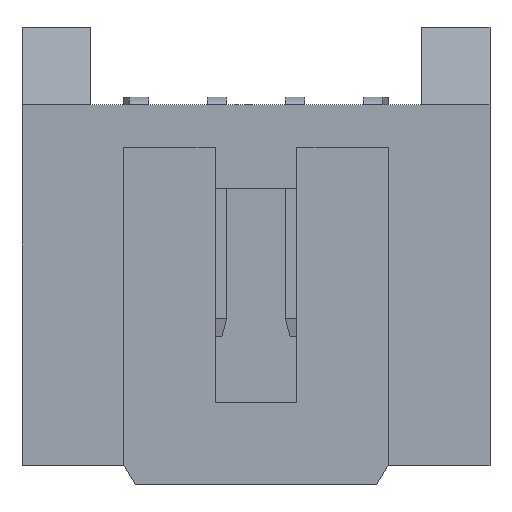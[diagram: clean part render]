
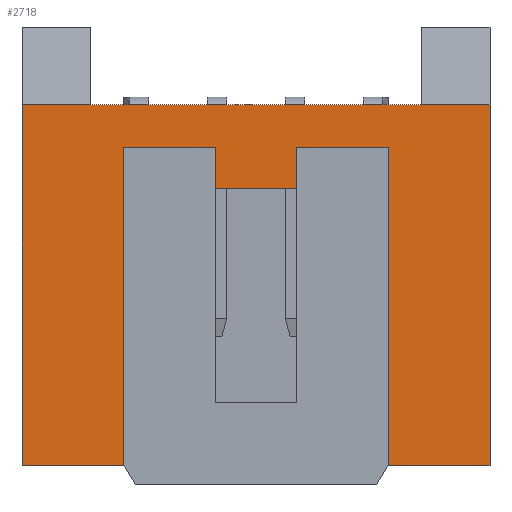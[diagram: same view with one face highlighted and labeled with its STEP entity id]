
A CAD part, top view. The second image highlights one B-rep face of the part: STEP entity #2718.
In plain terms, the highlighted planar face has unit normal (0, 0, 1).
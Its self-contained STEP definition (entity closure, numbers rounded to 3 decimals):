
#88=LINE('',#3849,#465);
#97=LINE('',#3865,#474);
#163=LINE('',#3994,#540);
#166=LINE('',#4001,#543);
#168=LINE('',#4005,#545);
#171=LINE('',#4011,#548);
#172=LINE('',#4012,#549);
#173=LINE('',#4014,#550);
#174=LINE('',#4016,#551);
#175=LINE('',#4018,#552);
#176=LINE('',#4019,#553);
#177=LINE('',#4020,#554);
#465=VECTOR('',#3102,1.);
#474=VECTOR('',#3113,1.);
#540=VECTOR('',#3231,1.);
#543=VECTOR('',#3236,1.);
#545=VECTOR('',#3240,1.);
#548=VECTOR('',#3245,1.);
#549=VECTOR('',#3246,1.);
#550=VECTOR('',#3247,1.);
#551=VECTOR('',#3248,1.);
#552=VECTOR('',#3249,1.);
#553=VECTOR('',#3250,1.);
#554=VECTOR('',#3251,1.);
#830=FACE_OUTER_BOUND('',#983,.T.);
#983=EDGE_LOOP('',(#1978,#1979,#1980,#1981,#1982,#1983,#1984,#1985,#1986,
#1987,#1988,#1989));
#1158=VERTEX_POINT('',#3846);
#1159=VERTEX_POINT('',#3848);
#1163=VERTEX_POINT('',#3857);
#1165=VERTEX_POINT('',#3863);
#1202=VERTEX_POINT('',#3992);
#1204=VERTEX_POINT('',#3998);
#1205=VERTEX_POINT('',#4000);
#1206=VERTEX_POINT('',#4004);
#1208=VERTEX_POINT('',#4010);
#1209=VERTEX_POINT('',#4013);
#1210=VERTEX_POINT('',#4015);
#1211=VERTEX_POINT('',#4017);
#1414=EDGE_CURVE('',#1158,#1159,#88,.T.);
#1423=EDGE_CURVE('',#1165,#1163,#97,.T.);
#1489=EDGE_CURVE('',#1202,#1165,#163,.T.);
#1492=EDGE_CURVE('',#1205,#1204,#166,.T.);
#1494=EDGE_CURVE('',#1206,#1204,#168,.T.);
#1497=EDGE_CURVE('',#1202,#1208,#171,.T.);
#1498=EDGE_CURVE('',#1208,#1159,#172,.T.);
#1499=EDGE_CURVE('',#1158,#1209,#173,.T.);
#1500=EDGE_CURVE('',#1210,#1209,#174,.T.);
#1501=EDGE_CURVE('',#1210,#1211,#175,.T.);
#1502=EDGE_CURVE('',#1211,#1205,#176,.T.);
#1503=EDGE_CURVE('',#1163,#1206,#177,.T.);
#1978=ORIENTED_EDGE('',*,*,#1489,.F.);
#1979=ORIENTED_EDGE('',*,*,#1497,.T.);
#1980=ORIENTED_EDGE('',*,*,#1498,.T.);
#1981=ORIENTED_EDGE('',*,*,#1414,.F.);
#1982=ORIENTED_EDGE('',*,*,#1499,.T.);
#1983=ORIENTED_EDGE('',*,*,#1500,.F.);
#1984=ORIENTED_EDGE('',*,*,#1501,.T.);
#1985=ORIENTED_EDGE('',*,*,#1502,.T.);
#1986=ORIENTED_EDGE('',*,*,#1492,.T.);
#1987=ORIENTED_EDGE('',*,*,#1494,.F.);
#1988=ORIENTED_EDGE('',*,*,#1503,.F.);
#1989=ORIENTED_EDGE('',*,*,#1423,.F.);
#2573=PLANE('',#2891);
#2718=ADVANCED_FACE('',(#830),#2573,.F.);
#2891=AXIS2_PLACEMENT_3D('',#4009,#3243,#3244);
#3102=DIRECTION('',(-1.,0.,0.));
#3113=DIRECTION('',(-1.,0.,0.));
#3231=DIRECTION('',(0.,-1.,0.));
#3236=DIRECTION('',(0.,1.,0.));
#3240=DIRECTION('',(-1.,0.,0.));
#3243=DIRECTION('center_axis',(0.,0.,-1.));
#3244=DIRECTION('ref_axis',(-1.,0.,0.));
#3245=DIRECTION('',(-1.,0.,0.));
#3246=DIRECTION('',(0.,-1.,0.));
#3247=DIRECTION('',(0.,1.,0.));
#3248=DIRECTION('',(-1.,0.,0.));
#3249=DIRECTION('',(0.,-1.,0.));
#3250=DIRECTION('',(1.,0.,0.));
#3251=DIRECTION('',(0.,1.,0.));
#3846=CARTESIAN_POINT('',(-3.39,0.,5.8));
#3848=CARTESIAN_POINT('',(-6.,0.,5.8));
#3849=CARTESIAN_POINT('',(6.,0.,5.8));
#3857=CARTESIAN_POINT('',(3.39,0.,5.8));
#3863=CARTESIAN_POINT('',(6.,0.,5.8));
#3865=CARTESIAN_POINT('',(6.,0.,5.8));
#3992=CARTESIAN_POINT('',(6.,9.25,5.8));
#3994=CARTESIAN_POINT('',(6.,9.25,5.8));
#3998=CARTESIAN_POINT('',(1.05,8.15,5.8));
#4000=CARTESIAN_POINT('',(1.05,7.1,5.8));
#4001=CARTESIAN_POINT('',(1.05,1.6,5.8));
#4004=CARTESIAN_POINT('',(3.39,8.15,5.8));
#4005=CARTESIAN_POINT('',(3.39,8.15,5.8));
#4009=CARTESIAN_POINT('Origin',(6.,9.25,5.8));
#4010=CARTESIAN_POINT('',(-6.,9.25,5.8));
#4011=CARTESIAN_POINT('',(6.,9.25,5.8));
#4012=CARTESIAN_POINT('',(-6.,9.25,5.8));
#4013=CARTESIAN_POINT('',(-3.39,8.15,5.8));
#4014=CARTESIAN_POINT('',(-3.39,0.,5.8));
#4015=CARTESIAN_POINT('',(-1.05,8.15,5.8));
#4016=CARTESIAN_POINT('',(3.39,8.15,5.8));
#4017=CARTESIAN_POINT('',(-1.05,7.1,5.8));
#4018=CARTESIAN_POINT('',(-1.05,8.15,5.8));
#4019=CARTESIAN_POINT('',(0.,7.1,5.8));
#4020=CARTESIAN_POINT('',(3.39,0.,5.8));
